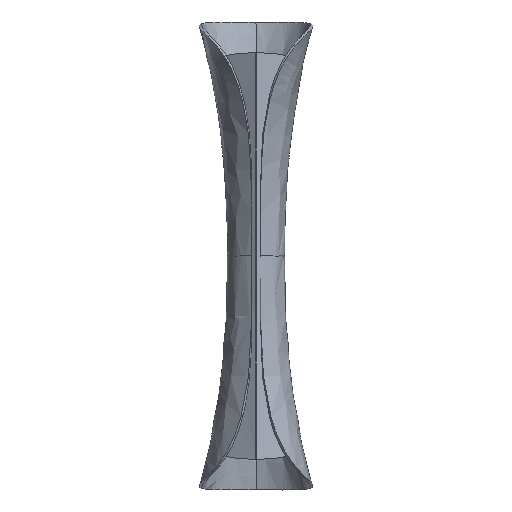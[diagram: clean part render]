
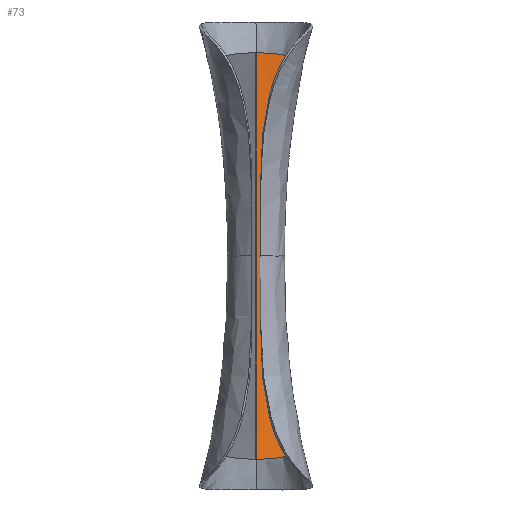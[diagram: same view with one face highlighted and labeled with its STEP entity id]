
A CAD part, front view. The second image highlights one B-rep face of the part: STEP entity #73.
In plain terms, the highlighted free-form (B-spline) face has degree [1, 2] with [2, 5] control points.
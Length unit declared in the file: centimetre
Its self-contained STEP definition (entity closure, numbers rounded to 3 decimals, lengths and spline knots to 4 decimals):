
#73=ADVANCED_FACE('',(#150),#1192,.T.);
#150=FACE_OUTER_BOUND('',#227,.T.);
#227=EDGE_LOOP('',(#320,#321,#322,#323,#324,#325,#326,#327,#328,#329,#330,
#331));
#320=ORIENTED_EDGE('',*,*,#782,.F.);
#321=ORIENTED_EDGE('',*,*,#783,.F.);
#322=ORIENTED_EDGE('',*,*,#784,.F.);
#323=ORIENTED_EDGE('',*,*,#776,.F.);
#324=ORIENTED_EDGE('',*,*,#775,.F.);
#325=ORIENTED_EDGE('',*,*,#777,.T.);
#326=ORIENTED_EDGE('',*,*,#778,.F.);
#327=ORIENTED_EDGE('',*,*,#779,.F.);
#328=ORIENTED_EDGE('',*,*,#780,.F.);
#329=ORIENTED_EDGE('',*,*,#795,.T.);
#330=ORIENTED_EDGE('',*,*,#781,.F.);
#331=ORIENTED_EDGE('',*,*,#796,.F.);
#775=EDGE_CURVE('',#1022,#1021,#1403,.T.);
#776=EDGE_CURVE('',#1021,#1023,#1235,.T.);
#777=EDGE_CURVE('',#1022,#1024,#1236,.T.);
#778=EDGE_CURVE('',#1025,#1024,#1237,.T.);
#779=EDGE_CURVE('',#1026,#1025,#1238,.T.);
#780=EDGE_CURVE('',#1027,#1026,#1239,.T.);
#781=EDGE_CURVE('',#1029,#1028,#1240,.T.);
#782=EDGE_CURVE('',#1031,#1030,#1241,.T.);
#783=EDGE_CURVE('',#1032,#1031,#1242,.T.);
#784=EDGE_CURVE('',#1023,#1032,#1243,.T.);
#795=EDGE_CURVE('',#1027,#1028,#1252,.T.);
#796=EDGE_CURVE('',#1030,#1029,#1253,.T.);
#1021=VERTEX_POINT('',#1659);
#1022=VERTEX_POINT('',#1660);
#1023=VERTEX_POINT('',#1661);
#1024=VERTEX_POINT('',#1662);
#1025=VERTEX_POINT('',#1663);
#1026=VERTEX_POINT('',#1664);
#1027=VERTEX_POINT('',#1665);
#1028=VERTEX_POINT('',#1666);
#1029=VERTEX_POINT('',#1667);
#1030=VERTEX_POINT('',#1668);
#1031=VERTEX_POINT('',#1669);
#1032=VERTEX_POINT('',#1670);
#1192=(
BOUNDED_SURFACE()
B_SPLINE_SURFACE(1,2,((#1645,#1646,#1647,#1648,#1649),(#1650,#1651,#1652,
#1653,#1654)),.UNSPECIFIED.,.F.,.F.,.F.)
B_SPLINE_SURFACE_WITH_KNOTS((2,2),(3,2,3),(0.288,52.3524),
(13879.9257,14137.1669,14394.4082),.UNSPECIFIED.)
GEOMETRIC_REPRESENTATION_ITEM()
RATIONAL_B_SPLINE_SURFACE(((0.97,0.984,1.,0.984,
0.97),(0.97,0.984,1.,0.984,
0.97)))
REPRESENTATION_ITEM('')
SURFACE()
);
#1235=B_SPLINE_CURVE_WITH_KNOTS('',1,(#1539,#1540),.UNSPECIFIED.,.F.,.F.,
(2,2),(0.,1.246),.UNSPECIFIED.);
#1236=B_SPLINE_CURVE_WITH_KNOTS('',1,(#1541,#1542),.UNSPECIFIED.,.F.,.F.,
(2,2),(0.,1.246),.UNSPECIFIED.);
#1237=B_SPLINE_CURVE_WITH_KNOTS('',3,(#1543,#1544,#1545,#1546),.UNSPECIFIED.,
.F.,.F.,(4,4),(-1.,0.),.UNSPECIFIED.);
#1238=B_SPLINE_CURVE_WITH_KNOTS('',3,(#1547,#1548,#1549,#1550),.UNSPECIFIED.,
.F.,.F.,(4,4),(-1.,0.),.UNSPECIFIED.);
#1239=B_SPLINE_CURVE_WITH_KNOTS('',3,(#1551,#1552,#1553,#1554),.UNSPECIFIED.,
.F.,.F.,(4,4),(0.,1.),.UNSPECIFIED.);
#1240=B_SPLINE_CURVE_WITH_KNOTS('',3,(#1555,#1556,#1557,#1558),.UNSPECIFIED.,
.F.,.F.,(4,4),(0.,1.),.UNSPECIFIED.);
#1241=B_SPLINE_CURVE_WITH_KNOTS('',3,(#1559,#1560,#1561,#1562),.UNSPECIFIED.,
.F.,.F.,(4,4),(0.,1.),.UNSPECIFIED.);
#1242=B_SPLINE_CURVE_WITH_KNOTS('',3,(#1563,#1564,#1565,#1566),.UNSPECIFIED.,
.F.,.F.,(4,4),(-1.,0.),.UNSPECIFIED.);
#1243=B_SPLINE_CURVE_WITH_KNOTS('',3,(#1567,#1568,#1569,#1570),.UNSPECIFIED.,
.F.,.F.,(4,4),(-1.,0.),.UNSPECIFIED.);
#1252=B_SPLINE_CURVE_WITH_KNOTS('',1,(#1605,#1606),.UNSPECIFIED.,.F.,.F.,
(2,2),(0.,0.6002),.UNSPECIFIED.);
#1253=B_SPLINE_CURVE_WITH_KNOTS('',1,(#1607,#1608),.UNSPECIFIED.,.F.,.F.,
(2,2),(0.,0.6002),.UNSPECIFIED.);
#1403=(
BOUNDED_CURVE()
B_SPLINE_CURVE(2,(#1534,#1535,#1536,#1537,#1538),.UNSPECIFIED.,.F.,.F.)
B_SPLINE_CURVE_WITH_KNOTS((3,2,3),(-1.,-0.5,0.),.UNSPECIFIED.)
CURVE()
GEOMETRIC_REPRESENTATION_ITEM()
RATIONAL_B_SPLINE_CURVE((1.,0.999,1.,0.999,1.))
REPRESENTATION_ITEM('')
);
#1534=CARTESIAN_POINT('',(0.0249,1.6316,3.5384));
#1535=CARTESIAN_POINT('',(0.0249,2.5535,15.2703));
#1536=CARTESIAN_POINT('',(0.0249,2.5535,27.0384));
#1537=CARTESIAN_POINT('',(0.0249,2.5535,38.8065));
#1538=CARTESIAN_POINT('',(0.0249,1.6316,50.5384));
#1539=CARTESIAN_POINT('',(0.0249,1.6316,50.5384));
#1540=CARTESIAN_POINT('',(0.1328,1.6939,50.5384));
#1541=CARTESIAN_POINT('',(0.0249,1.6316,3.5384));
#1542=CARTESIAN_POINT('',(0.1328,1.6939,3.5384));
#1543=CARTESIAN_POINT('',(4.3564,4.1707,4.0308));
#1544=CARTESIAN_POINT('',(2.9572,3.3382,3.7101));
#1545=CARTESIAN_POINT('',(1.5638,2.5208,3.5481));
#1546=CARTESIAN_POINT('',(0.1328,1.6939,3.5384));
#1547=CARTESIAN_POINT('',(4.4688,4.2571,4.3144));
#1548=CARTESIAN_POINT('',(4.519,4.2779,4.2051));
#1549=CARTESIAN_POINT('',(4.475,4.2412,4.058));
#1550=CARTESIAN_POINT('',(4.3564,4.1707,4.0308));
#1551=CARTESIAN_POINT('',(1.4183,3.2183,17.8884));
#1552=CARTESIAN_POINT('',(1.4808,3.1119,13.2177));
#1553=CARTESIAN_POINT('',(2.5121,3.4513,8.5755));
#1554=CARTESIAN_POINT('',(4.4688,4.2571,4.3144));
#1555=CARTESIAN_POINT('',(1.4106,3.2316,35.5884));
#1556=CARTESIAN_POINT('',(1.3402,3.3535,29.8866));
#1557=CARTESIAN_POINT('',(1.3402,3.3535,24.1901));
#1558=CARTESIAN_POINT('',(1.4106,3.2316,18.4884));
#1559=CARTESIAN_POINT('',(4.4688,4.2571,49.7623));
#1560=CARTESIAN_POINT('',(2.512,3.4512,45.501));
#1561=CARTESIAN_POINT('',(1.4808,3.1119,40.8593));
#1562=CARTESIAN_POINT('',(1.4183,3.2183,36.1884));
#1563=CARTESIAN_POINT('',(4.3564,4.1707,50.046));
#1564=CARTESIAN_POINT('',(4.475,4.2412,50.0188));
#1565=CARTESIAN_POINT('',(4.519,4.2779,49.8717));
#1566=CARTESIAN_POINT('',(4.4688,4.2571,49.7623));
#1567=CARTESIAN_POINT('',(0.1328,1.6939,50.5384));
#1568=CARTESIAN_POINT('',(1.5638,2.5208,50.5286));
#1569=CARTESIAN_POINT('',(2.9572,3.3382,50.3667));
#1570=CARTESIAN_POINT('',(4.3564,4.1707,50.046));
#1605=CARTESIAN_POINT('',(1.4183,3.2183,17.8884));
#1606=CARTESIAN_POINT('',(1.4106,3.2316,18.4884));
#1607=CARTESIAN_POINT('',(1.4183,3.2183,36.1884));
#1608=CARTESIAN_POINT('',(1.4106,3.2316,35.5884));
#1645=CARTESIAN_POINT('',(0.0249,1.6316,3.5384));
#1646=CARTESIAN_POINT('',(0.0249,2.5535,15.2703));
#1647=CARTESIAN_POINT('',(0.0249,2.5535,27.0384));
#1648=CARTESIAN_POINT('',(0.0249,2.5535,38.8065));
#1649=CARTESIAN_POINT('',(0.0249,1.6316,50.5384));
#1650=CARTESIAN_POINT('',(4.5339,4.2348,3.5384));
#1651=CARTESIAN_POINT('',(4.5339,5.1567,15.2703));
#1652=CARTESIAN_POINT('',(4.5339,5.1567,27.0384));
#1653=CARTESIAN_POINT('',(4.5339,5.1567,38.8065));
#1654=CARTESIAN_POINT('',(4.5339,4.2348,50.5384));
#1659=CARTESIAN_POINT('',(0.0249,1.6316,50.5384));
#1660=CARTESIAN_POINT('',(0.0249,1.6316,3.5384));
#1661=CARTESIAN_POINT('',(0.1328,1.6939,50.5384));
#1662=CARTESIAN_POINT('',(0.1328,1.6939,3.5384));
#1663=CARTESIAN_POINT('',(4.3564,4.1707,4.0308));
#1664=CARTESIAN_POINT('',(4.4688,4.2571,4.3144));
#1665=CARTESIAN_POINT('',(1.4183,3.2183,17.8884));
#1666=CARTESIAN_POINT('',(1.4106,3.2316,18.4884));
#1667=CARTESIAN_POINT('',(1.4106,3.2316,35.5884));
#1668=CARTESIAN_POINT('',(1.4183,3.2183,36.1884));
#1669=CARTESIAN_POINT('',(4.4688,4.2571,49.7623));
#1670=CARTESIAN_POINT('',(4.3564,4.1707,50.046));
